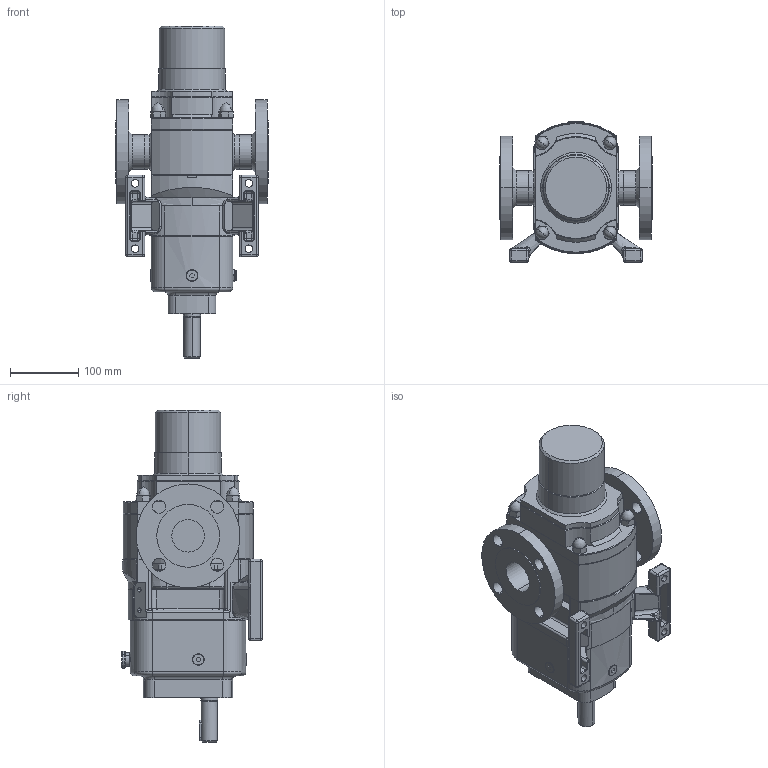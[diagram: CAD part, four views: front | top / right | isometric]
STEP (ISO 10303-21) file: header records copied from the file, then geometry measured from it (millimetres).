
FILE_DESCRIPTION (( 'STEP AP214' ), '1' );
FILE_NAME ('GA4271.STEP', '2024-12-04T22:21:06', ( '' ), ( '' ), 'SwSTEP 2.0', 'SolidWorks 2023', '' );
FILE_SCHEMA (( 'AUTOMOTIVE_DESIGN' ));
Length unit declared in the file: millimetre
Products named in the file (4): Copy of MP-CP20 Spring PRV^GA4271; GA4271; Copy of CP20-0031-07 H B^GA4271; Copy of Z94-5301-33 - 2 INCH ASA 150^GA4271
Assembly tree (4 placements, depth 2):
  GA4271
    Copy of CP20-0031-07 H B^GA4271
    Copy of MP-CP20 Spring PRV^GA4271
    Copy of Z94-5301-33 - 2 INCH ASA 150^GA4271  x2
Bounding box: 224 x 206.69 x 487.59 mm (x, y, z)
Volume: 7050878.3 mm3; surface area: 476604.7 mm2
Topology: 4 solids, 4 shells, 874 faces, 2154 edges, 1281 vertices
Faces by surface type: cylinder 325, plane 266, cone 91, bspline 84, torus 78, sphere 30
Entity records: 32552 total; most frequent: CARTESIAN_POINT 12979, ORIENTED_EDGE 4132, DIRECTION 4087, EDGE_CURVE 2066, AXIS2_PLACEMENT_3D 1649, VERTEX_POINT 1247, EDGE_LOOP 911, CIRCLE 874
